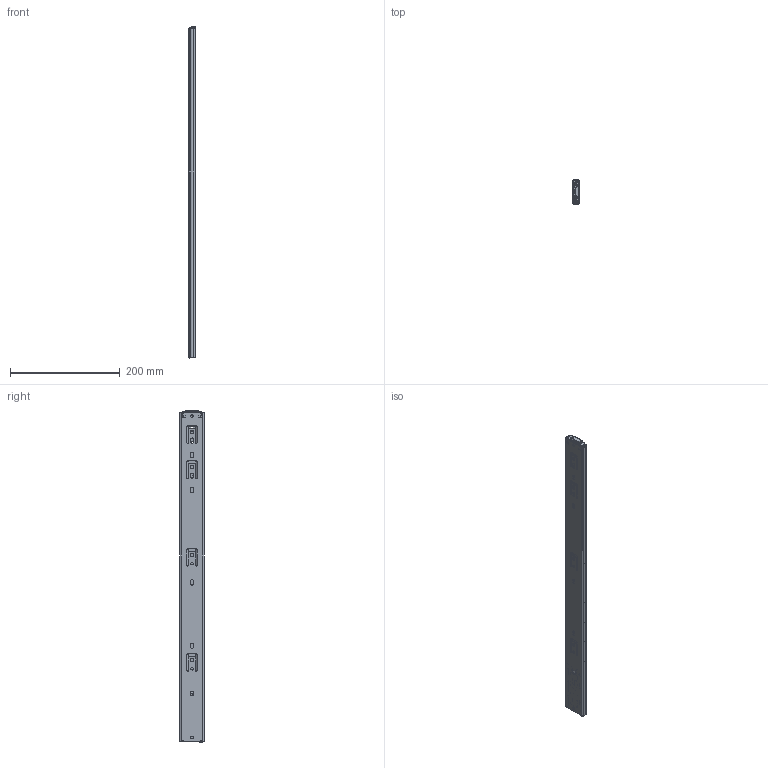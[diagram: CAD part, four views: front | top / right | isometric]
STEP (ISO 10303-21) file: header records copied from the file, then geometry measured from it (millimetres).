
FILE_DESCRIPTION (( 'STEP AP214' ), '1' );
FILE_NAME ('45#毀粟24渡close.STEP', '2024-10-10T06:49:40', ( '' ), ( '' ), 'SwSTEP 2.0', 'SolidWorks 2016', '' );
FILE_SCHEMA (( 'AUTOMOTIVE_DESIGN' ));
Length unit declared in the file: millimetre
Products named in the file (13): 毀粟2; 毀粟1; 45中轨胶塞; 囀寢蝶諶; 詩紩4.72; 紩沭235; 45紩殤24渡; 45癹弇坶; 45#毀粟24渡close; 45#等遣喳囀寢24渡; 45#等遣喳笢寢24渡; 毀粟; 45#等遣喳俋寢24渡
Assembly tree (78 placements, depth 3):
  45#毀粟24渡close
    45#等遣喳俋寢24渡
    45#等遣喳笢寢24渡
    45#等遣喳囀寢24渡
    45紩殤24渡
    詩紩4.72  x66
    紩沭235  x2
    毀粟
      毀粟1
      毀粟2
    45中轨胶塞
    45癹弇坶
    囀寢蝶諶
Bounding box: 13.28 x 45.47 x 606.21 mm (x, y, z)
Volume: 136541.9 mm3; surface area: 235040.3 mm2
Topology: 85 solids, 85 shells, 4649 faces, 12919 edges, 7989 vertices
Faces by surface type: plane 1662, cylinder 1229, bspline 931, sphere 416, torus 344, cone 67
Entity records: 144393 total; most frequent: CARTESIAN_POINT 45971, ORIENTED_EDGE 22322, DIRECTION 17736, EDGE_CURVE 11161, VERTEX_POINT 7037, AXIS2_PLACEMENT_3D 6136, VECTOR 5464, LINE 5464
